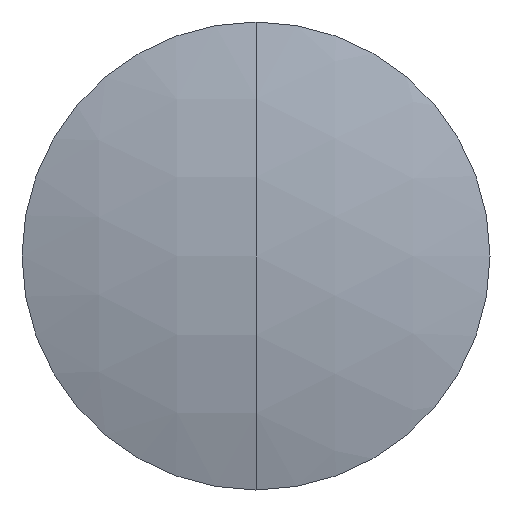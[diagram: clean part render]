
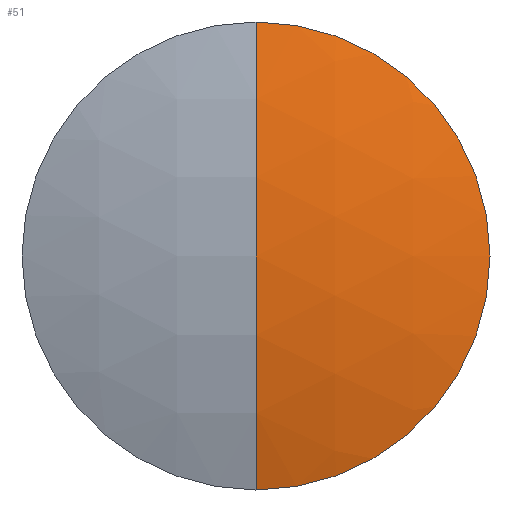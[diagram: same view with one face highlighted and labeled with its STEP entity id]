
A CAD part, left-side view. The second image highlights one B-rep face of the part: STEP entity #51.
In plain terms, the highlighted spherical face has radius 86.1 mm.
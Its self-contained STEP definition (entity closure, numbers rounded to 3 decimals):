
#4 = EDGE_CURVE ( 'NONE', #258, #8, #136, .T. ) ;
#8 = VERTEX_POINT ( 'NONE', #276 ) ;
#15 = CARTESIAN_POINT ( 'NONE',  ( 184.54, 0., 25.4 ) ) ;
#25 = ORIENTED_EDGE ( 'NONE', *, *, #4, .F. ) ;
#35 = AXIS2_PLACEMENT_3D ( 'NONE', #142, #228, #71 ) ;
#48 = SPHERICAL_SURFACE ( 'NONE', #169, 86.1 ) ;
#51 = ADVANCED_FACE ( 'NONE', ( #103 ), #48, .T. ) ;
#64 = DIRECTION ( 'NONE',  ( 0., 0., 1. ) ) ;
#71 = DIRECTION ( 'NONE',  ( 0., 0., 1. ) ) ;
#91 = AXIS2_PLACEMENT_3D ( 'NONE', #248, #117, #64 ) ;
#103 = FACE_OUTER_BOUND ( 'NONE', #174, .T. ) ;
#117 = DIRECTION ( 'NONE',  ( -1., 0., 0. ) ) ;
#136 = CIRCLE ( 'NONE', #35, 86.1 ) ;
#142 = CARTESIAN_POINT ( 'NONE',  ( 266.808, 0., 0. ) ) ;
#145 = DIRECTION ( 'NONE',  ( 0., 0., -1. ) ) ;
#148 = CIRCLE ( 'NONE', #301, 86.1 ) ;
#153 = EDGE_CURVE ( 'NONE', #258, #241, #295, .T. ) ;
#169 = AXIS2_PLACEMENT_3D ( 'NONE', #328, #201, #255 ) ;
#174 = EDGE_LOOP ( 'NONE', ( #333, #182, #25 ) ) ;
#181 = CARTESIAN_POINT ( 'NONE',  ( 184.54, 0., -25.4 ) ) ;
#182 = ORIENTED_EDGE ( 'NONE', *, *, #221, .T. ) ;
#201 = DIRECTION ( 'NONE',  ( 0., -1., 0. ) ) ;
#221 = EDGE_CURVE ( 'NONE', #241, #8, #148, .T. ) ;
#226 = DIRECTION ( 'NONE',  ( 0., -1., 0. ) ) ;
#228 = DIRECTION ( 'NONE',  ( 0., 1., 0. ) ) ;
#241 = VERTEX_POINT ( 'NONE', #15 ) ;
#248 = CARTESIAN_POINT ( 'NONE',  ( 184.54, 0., 0. ) ) ;
#255 = DIRECTION ( 'NONE',  ( 0., 0., -1. ) ) ;
#258 = VERTEX_POINT ( 'NONE', #181 ) ;
#276 = CARTESIAN_POINT ( 'NONE',  ( 180.708, 0., 0. ) ) ;
#295 = CIRCLE ( 'NONE', #91, 25.4 ) ;
#301 = AXIS2_PLACEMENT_3D ( 'NONE', #305, #226, #145 ) ;
#305 = CARTESIAN_POINT ( 'NONE',  ( 266.808, 0., 0. ) ) ;
#328 = CARTESIAN_POINT ( 'NONE',  ( 266.808, 0., 0. ) ) ;
#333 = ORIENTED_EDGE ( 'NONE', *, *, #153, .T. ) ;
